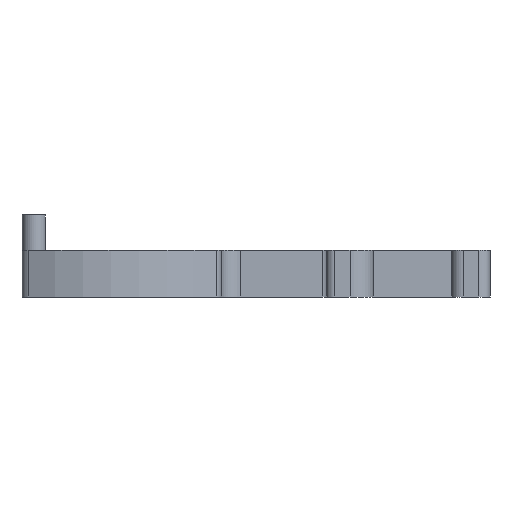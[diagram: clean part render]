
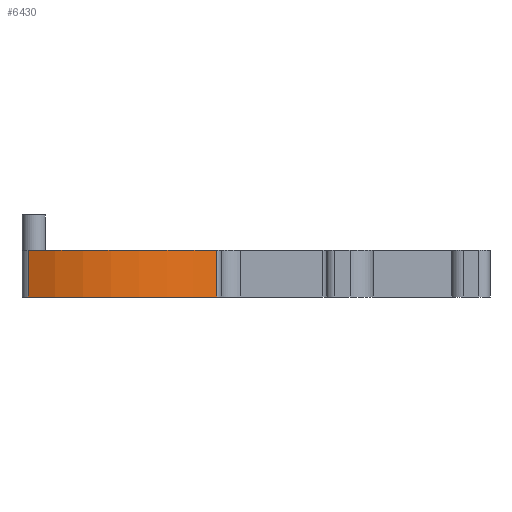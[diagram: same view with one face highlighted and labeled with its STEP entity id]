
A CAD part, left-side view. The second image highlights one B-rep face of the part: STEP entity #6430.
In plain terms, the highlighted cylindrical face has radius 45 mm (diameter 90 mm), a partial arc.
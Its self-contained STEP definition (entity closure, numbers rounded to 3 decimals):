
#34=CYLINDRICAL_SURFACE('',#6673,45.);
#53=CIRCLE('',#6596,45.);
#95=CIRCLE('',#6674,45.);
#896=FACE_OUTER_BOUND('',#1260,.T.);
#1260=EDGE_LOOP('',(#5800,#5801,#5802,#5803));
#1843=LINE('',#12173,#2434);
#1844=LINE('',#12177,#2435);
#2434=VECTOR('',#7703,10.);
#2435=VECTOR('',#7708,10.);
#3002=VERTEX_POINT('',#11946);
#3003=VERTEX_POINT('',#11948);
#3077=VERTEX_POINT('',#12171);
#3078=VERTEX_POINT('',#12175);
#3900=EDGE_CURVE('',#3002,#3003,#53,.T.);
#4002=EDGE_CURVE('',#3077,#3003,#1843,.T.);
#4003=EDGE_CURVE('',#3078,#3077,#95,.T.);
#4004=EDGE_CURVE('',#3078,#3002,#1844,.T.);
#5800=ORIENTED_EDGE('',*,*,#4003,.T.);
#5801=ORIENTED_EDGE('',*,*,#4002,.T.);
#5802=ORIENTED_EDGE('',*,*,#3900,.F.);
#5803=ORIENTED_EDGE('',*,*,#4004,.F.);
#6430=ADVANCED_FACE('',(#896),#34,.T.);
#6596=AXIS2_PLACEMENT_3D('',#11949,#7490,#7491);
#6673=AXIS2_PLACEMENT_3D('',#12174,#7704,#7705);
#6674=AXIS2_PLACEMENT_3D('',#12176,#7706,#7707);
#7490=DIRECTION('center_axis',(0.,0.,1.));
#7491=DIRECTION('ref_axis',(-0.892,0.452,0.));
#7703=DIRECTION('',(0.,0.,1.));
#7704=DIRECTION('center_axis',(0.,0.,1.));
#7705=DIRECTION('ref_axis',(-0.892,0.452,0.));
#7706=DIRECTION('center_axis',(0.,0.,1.));
#7707=DIRECTION('ref_axis',(-0.892,0.452,0.));
#7708=DIRECTION('',(0.,0.,1.));
#11946=CARTESIAN_POINT('',(-56.034,-1.621,12.));
#11948=CARTESIAN_POINT('',(-51.243,-49.835,12.));
#11949=CARTESIAN_POINT('Origin',(-15.902,-21.978,12.));
#12171=CARTESIAN_POINT('',(-51.243,-49.835,0.));
#12173=CARTESIAN_POINT('',(-51.243,-49.835,0.));
#12174=CARTESIAN_POINT('Origin',(-15.902,-21.978,0.));
#12175=CARTESIAN_POINT('',(-56.034,-1.621,0.));
#12176=CARTESIAN_POINT('Origin',(-15.902,-21.978,0.));
#12177=CARTESIAN_POINT('',(-56.034,-1.621,0.));
